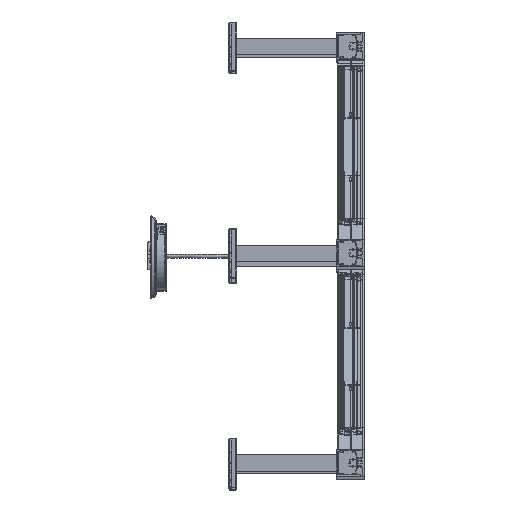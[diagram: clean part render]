
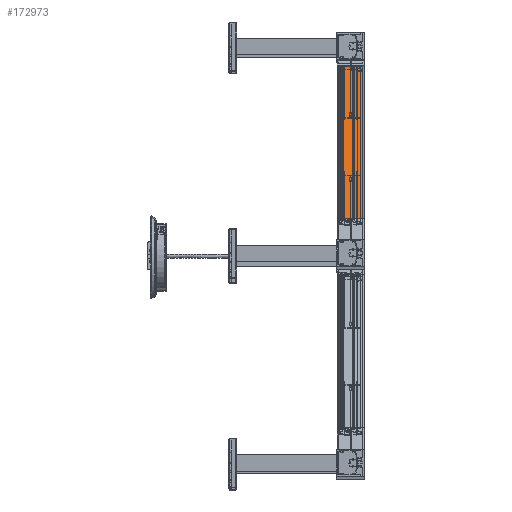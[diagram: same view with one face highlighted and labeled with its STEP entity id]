
A CAD part, top view. The second image highlights one B-rep face of the part: STEP entity #172973.
In plain terms, the highlighted planar face has unit normal (0, 0.707, 0.707).
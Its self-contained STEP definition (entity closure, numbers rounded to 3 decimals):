
#23319 = EDGE_CURVE ( 'NONE', #132343, #132324, #212449, .T. ) ;
#23472 = EDGE_CURVE ( 'NONE', #132343, #132314, #212828, .T. ) ;
#23489 = EDGE_CURVE ( 'NONE', #132314, #132334, #212863, .T. ) ;
#23509 = EDGE_CURVE ( 'NONE', #132324, #132334, #212895, .T. ) ;
#41515 = AXIS2_PLACEMENT_3D ( 'NONE', #67014, #67019, #67020 ) ;
#63277 = FACE_OUTER_BOUND ( 'NONE', #83942, .T. ) ;
#67014 = CARTESIAN_POINT ( 'NONE',  ( 7.867, 11.093, 4.921 ) ) ;
#67016 = PLANE ( 'NONE',  #41515 ) ;
#67019 = DIRECTION ( 'NONE',  ( 0., 0.707, 0.707 ) ) ;
#67020 = DIRECTION ( 'NONE',  ( 0., 0.707, -0.707 ) ) ;
#83942 = EDGE_LOOP ( 'NONE', ( #130860, #130865, #130868, #130872 ) ) ;
#130860 = ORIENTED_EDGE ( 'NONE', *, *, #23489, .F. ) ;
#130865 = ORIENTED_EDGE ( 'NONE', *, *, #23472, .F. ) ;
#130868 = ORIENTED_EDGE ( 'NONE', *, *, #23319, .T. ) ;
#130872 = ORIENTED_EDGE ( 'NONE', *, *, #23509, .T. ) ;
#132314 = VERTEX_POINT ( 'NONE', #197266 ) ;
#132324 = VERTEX_POINT ( 'NONE', #197262 ) ;
#132334 = VERTEX_POINT ( 'NONE', #197258 ) ;
#132343 = VERTEX_POINT ( 'NONE', #197273 ) ;
#172973 = ADVANCED_FACE ( 'NONE', ( #63277 ), #67016, .T. ) ;
#197258 = CARTESIAN_POINT ( 'NONE',  ( 6.308, 2.184, 13.829 ) ) ;
#197262 = CARTESIAN_POINT ( 'NONE',  ( 6.308, 11.093, 4.921 ) ) ;
#197266 = CARTESIAN_POINT ( 'NONE',  ( 7.867, 2.184, 13.829 ) ) ;
#197273 = CARTESIAN_POINT ( 'NONE',  ( 7.867, 11.093, 4.921 ) ) ;
#212449 = LINE ( 'NONE', #214574, #212457 ) ;
#212457 = VECTOR ( 'NONE', #214580, 39.37 ) ;
#212828 = LINE ( 'NONE', #215207, #212834 ) ;
#212834 = VECTOR ( 'NONE', #215211, 39.37 ) ;
#212863 = LINE ( 'NONE', #215296, #212868 ) ;
#212868 = VECTOR ( 'NONE', #215300, 39.37 ) ;
#212895 = LINE ( 'NONE', #215360, #212902 ) ;
#212902 = VECTOR ( 'NONE', #215395, 39.37 ) ;
#214574 = CARTESIAN_POINT ( 'NONE',  ( 7.867, 11.093, 4.921 ) ) ;
#214580 = DIRECTION ( 'NONE',  ( -1., 0., 0. ) ) ;
#215207 = CARTESIAN_POINT ( 'NONE',  ( 7.867, 11.093, 4.921 ) ) ;
#215211 = DIRECTION ( 'NONE',  ( 0., -0.707, 0.707 ) ) ;
#215296 = CARTESIAN_POINT ( 'NONE',  ( 7.867, 2.184, 13.829 ) ) ;
#215300 = DIRECTION ( 'NONE',  ( -1., 0., 0. ) ) ;
#215360 = CARTESIAN_POINT ( 'NONE',  ( 6.308, 11.093, 4.921 ) ) ;
#215395 = DIRECTION ( 'NONE',  ( 0., -0.707, 0.707 ) ) ;
